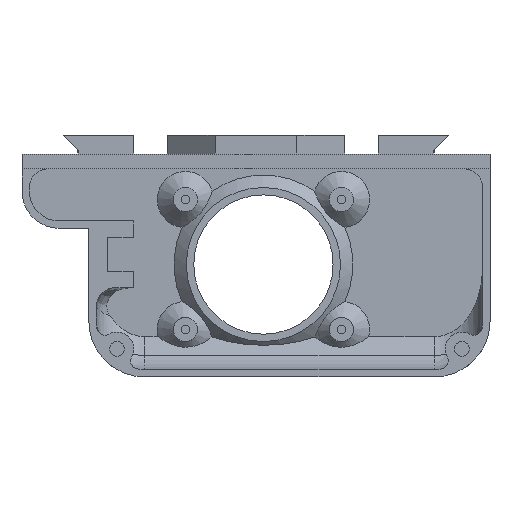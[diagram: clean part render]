
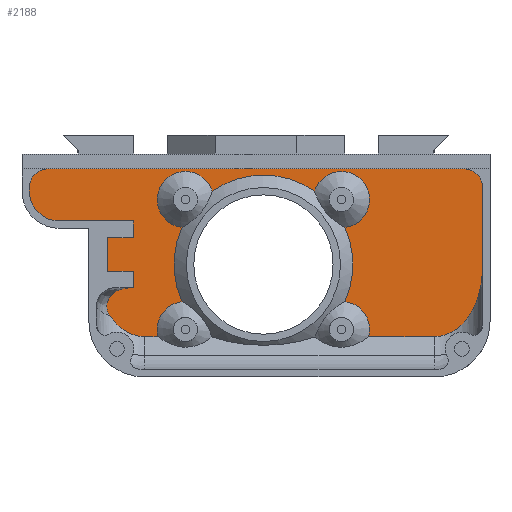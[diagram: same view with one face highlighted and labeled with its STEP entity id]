
A CAD part, front view. The second image highlights one B-rep face of the part: STEP entity #2188.
In plain terms, the highlighted planar face has unit normal (0, -1, 0).
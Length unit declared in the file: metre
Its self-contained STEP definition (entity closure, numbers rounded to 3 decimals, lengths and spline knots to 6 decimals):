
#34=ELLIPSE('',#2332,0.018385,0.013);
#35=ELLIPSE('',#2338,0.018385,0.013);
#57=B_SPLINE_CURVE_WITH_KNOTS('',3,(#3522,#3523,#3524,#3525,#3526,#3527,
#3528),.UNSPECIFIED.,.F.,.F.,(4,1,1,1,4),(0.,0.002969,0.005937,
0.008906,0.011875),.UNSPECIFIED.);
#179=LINE('',#3390,#339);
#200=LINE('',#3442,#360);
#203=LINE('',#3448,#363);
#204=LINE('',#3450,#364);
#216=LINE('',#3486,#376);
#218=LINE('',#3490,#378);
#220=LINE('',#3496,#380);
#224=LINE('',#3504,#384);
#227=LINE('',#3510,#387);
#228=LINE('',#3521,#388);
#229=LINE('',#3529,#389);
#230=LINE('',#3545,#390);
#339=VECTOR('',#2693,1.);
#360=VECTOR('',#2740,1.);
#363=VECTOR('',#2747,1.);
#364=VECTOR('',#2750,1.);
#376=VECTOR('',#2784,1.);
#378=VECTOR('',#2788,1.);
#380=VECTOR('',#2794,1.);
#384=VECTOR('',#2800,1.);
#387=VECTOR('',#2805,1.);
#388=VECTOR('',#2822,1.);
#389=VECTOR('',#2823,1.);
#390=VECTOR('',#2838,1.);
#676=ORIENTED_EDGE('',*,*,#1198,.F.);
#677=ORIENTED_EDGE('',*,*,#1232,.T.);
#678=ORIENTED_EDGE('',*,*,#1169,.F.);
#679=ORIENTED_EDGE('',*,*,#1233,.T.);
#680=ORIENTED_EDGE('',*,*,#1199,.T.);
#681=ORIENTED_EDGE('',*,*,#1192,.F.);
#682=ORIENTED_EDGE('',*,*,#1195,.T.);
#683=ORIENTED_EDGE('',*,*,#1218,.T.);
#684=ORIENTED_EDGE('',*,*,#1216,.T.);
#685=ORIENTED_EDGE('',*,*,#1234,.F.);
#686=ORIENTED_EDGE('',*,*,#1225,.F.);
#687=ORIENTED_EDGE('',*,*,#1228,.F.);
#688=ORIENTED_EDGE('',*,*,#1221,.T.);
#689=ORIENTED_EDGE('',*,*,#1235,.T.);
#690=ORIENTED_EDGE('',*,*,#1151,.F.);
#691=ORIENTED_EDGE('',*,*,#1236,.F.);
#692=ORIENTED_EDGE('',*,*,#1237,.T.);
#693=ORIENTED_EDGE('',*,*,#1238,.F.);
#694=ORIENTED_EDGE('',*,*,#1239,.T.);
#695=ORIENTED_EDGE('',*,*,#1240,.F.);
#696=ORIENTED_EDGE('',*,*,#1241,.T.);
#697=ORIENTED_EDGE('',*,*,#1242,.F.);
#698=ORIENTED_EDGE('',*,*,#1243,.T.);
#699=ORIENTED_EDGE('',*,*,#1244,.F.);
#700=ORIENTED_EDGE('',*,*,#1141,.F.);
#1141=EDGE_CURVE('',#1444,#1445,#34,.T.);
#1151=EDGE_CURVE('',#1452,#1453,#35,.T.);
#1169=EDGE_CURVE('',#1464,#1465,#179,.T.);
#1192=EDGE_CURVE('',#1479,#1480,#1636,.T.);
#1195=EDGE_CURVE('',#1479,#1481,#200,.T.);
#1198=EDGE_CURVE('',#1482,#1444,#203,.T.);
#1199=EDGE_CURVE('',#1483,#1480,#204,.T.);
#1216=EDGE_CURVE('',#1496,#1495,#216,.T.);
#1218=EDGE_CURVE('',#1481,#1496,#218,.T.);
#1221=EDGE_CURVE('',#1499,#1498,#220,.T.);
#1225=EDGE_CURVE('',#1501,#1502,#224,.T.);
#1228=EDGE_CURVE('',#1499,#1501,#227,.T.);
#1232=EDGE_CURVE('',#1482,#1465,#1645,.F.);
#1233=EDGE_CURVE('',#1464,#1483,#1646,.F.);
#1234=EDGE_CURVE('',#1502,#1495,#228,.T.);
#1235=EDGE_CURVE('',#1498,#1453,#57,.T.);
#1236=EDGE_CURVE('',#1506,#1452,#229,.T.);
#1237=EDGE_CURVE('',#1506,#1507,#1647,.T.);
#1238=EDGE_CURVE('',#1508,#1507,#1648,.F.);
#1239=EDGE_CURVE('',#1508,#1509,#1649,.T.);
#1240=EDGE_CURVE('',#1510,#1509,#1650,.F.);
#1241=EDGE_CURVE('',#1510,#1511,#1651,.T.);
#1242=EDGE_CURVE('',#1512,#1511,#1652,.F.);
#1243=EDGE_CURVE('',#1512,#1513,#1653,.T.);
#1244=EDGE_CURVE('',#1445,#1513,#230,.T.);
#1444=VERTEX_POINT('',#3318);
#1445=VERTEX_POINT('',#3320);
#1452=VERTEX_POINT('',#3346);
#1453=VERTEX_POINT('',#3347);
#1464=VERTEX_POINT('',#3391);
#1465=VERTEX_POINT('',#3392);
#1479=VERTEX_POINT('',#3435);
#1480=VERTEX_POINT('',#3437);
#1481=VERTEX_POINT('',#3441);
#1482=VERTEX_POINT('',#3447);
#1483=VERTEX_POINT('',#3451);
#1495=VERTEX_POINT('',#3485);
#1496=VERTEX_POINT('',#3487);
#1498=VERTEX_POINT('',#3495);
#1499=VERTEX_POINT('',#3497);
#1501=VERTEX_POINT('',#3503);
#1502=VERTEX_POINT('',#3505);
#1506=VERTEX_POINT('',#3530);
#1507=VERTEX_POINT('',#3532);
#1508=VERTEX_POINT('',#3534);
#1509=VERTEX_POINT('',#3536);
#1510=VERTEX_POINT('',#3538);
#1511=VERTEX_POINT('',#3540);
#1512=VERTEX_POINT('',#3542);
#1513=VERTEX_POINT('',#3544);
#1636=CIRCLE('',#2363,0.008);
#1645=CIRCLE('',#2390,0.005);
#1646=CIRCLE('',#2391,0.005);
#1647=CIRCLE('',#2392,0.007578);
#1648=CIRCLE('',#2393,0.024078);
#1649=CIRCLE('',#2394,0.007578);
#1650=CIRCLE('',#2395,0.024078);
#1651=CIRCLE('',#2396,0.007578);
#1652=CIRCLE('',#2397,0.024078);
#1653=CIRCLE('',#2398,0.007578);
#1754=EDGE_LOOP('',(#676,#677,#678,#679,#680,#681,#682,#683,#684,#685,#686,
#687,#688,#689,#690,#691,#692,#693,#694,#695,#696,#697,#698,#699,#700));
#1944=FACE_BOUND('',#1754,.T.);
#2104=PLANE('',#2389);
#2188=ADVANCED_FACE('',(#1944),#2104,.F.);
#2332=AXIS2_PLACEMENT_3D('',#3319,#2642,#2643);
#2338=AXIS2_PLACEMENT_3D('',#3345,#2659,#2660);
#2363=AXIS2_PLACEMENT_3D('',#3436,#2734,#2735);
#2389=AXIS2_PLACEMENT_3D('',#3518,#2816,#2817);
#2390=AXIS2_PLACEMENT_3D('',#3519,#2818,#2819);
#2391=AXIS2_PLACEMENT_3D('',#3520,#2820,#2821);
#2392=AXIS2_PLACEMENT_3D('',#3531,#2824,#2825);
#2393=AXIS2_PLACEMENT_3D('',#3533,#2826,#2827);
#2394=AXIS2_PLACEMENT_3D('',#3535,#2828,#2829);
#2395=AXIS2_PLACEMENT_3D('',#3537,#2830,#2831);
#2396=AXIS2_PLACEMENT_3D('',#3539,#2832,#2833);
#2397=AXIS2_PLACEMENT_3D('',#3541,#2834,#2835);
#2398=AXIS2_PLACEMENT_3D('',#3543,#2836,#2837);
#2642=DIRECTION('',(0.,1.,0.));
#2643=DIRECTION('',(0.,0.,1.));
#2659=DIRECTION('',(0.,1.,0.));
#2660=DIRECTION('',(0.,0.,-1.));
#2693=DIRECTION('',(1.,0.,0.));
#2734=DIRECTION('',(0.,1.,0.));
#2735=DIRECTION('',(0.,0.,1.));
#2740=DIRECTION('',(1.,0.,0.));
#2747=DIRECTION('',(0.,0.,-1.));
#2750=DIRECTION('',(0.,0.,-1.));
#2784=DIRECTION('',(-1.,0.,0.));
#2788=DIRECTION('',(0.,0.,-1.));
#2794=DIRECTION('',(-1.,0.,0.));
#2800=DIRECTION('',(-1.,0.,0.));
#2805=DIRECTION('',(0.,0.,1.));
#2816=DIRECTION('',(0.,1.,0.));
#2817=DIRECTION('',(-1.,0.,0.));
#2818=DIRECTION('',(0.,1.,0.));
#2819=DIRECTION('',(0.,0.,1.));
#2820=DIRECTION('',(0.,1.,0.));
#2821=DIRECTION('',(0.,0.,1.));
#2822=DIRECTION('',(0.,0.,1.));
#2823=DIRECTION('',(-1.,0.,0.));
#2824=DIRECTION('',(0.,1.,0.));
#2825=DIRECTION('',(0.,0.,1.));
#2826=DIRECTION('',(0.,1.,0.));
#2827=DIRECTION('',(0.,0.,1.));
#2828=DIRECTION('',(0.,1.,0.));
#2829=DIRECTION('',(0.,0.,1.));
#2830=DIRECTION('',(0.,1.,0.));
#2831=DIRECTION('',(0.,0.,1.));
#2832=DIRECTION('',(0.,1.,0.));
#2833=DIRECTION('',(0.,0.,1.));
#2834=DIRECTION('',(0.,1.,0.));
#2835=DIRECTION('',(0.,0.,1.));
#2836=DIRECTION('',(0.,1.,0.));
#2837=DIRECTION('',(0.,0.,1.));
#2838=DIRECTION('',(-1.,0.,0.));
#3318=CARTESIAN_POINT('',(0.04849,0.015,-0.158286));
#3319=CARTESIAN_POINT('',(0.03549,0.015,-0.158286));
#3320=CARTESIAN_POINT('',(0.03549,0.015,-0.176671));
#3345=CARTESIAN_POINT('',(-0.04251,0.015,-0.158286));
#3346=CARTESIAN_POINT('',(-0.04251,0.015,-0.176671));
#3347=CARTESIAN_POINT('',(-0.051947,0.015,-0.170931));
#3390=CARTESIAN_POINT('',(-0.01251,0.015,-0.1315));
#3391=CARTESIAN_POINT('',(-0.06851,0.015,-0.1315));
#3392=CARTESIAN_POINT('',(0.04349,0.015,-0.1315));
#3435=CARTESIAN_POINT('',(-0.06551,0.015,-0.1455));
#3436=CARTESIAN_POINT('',(-0.06551,0.015,-0.1375));
#3437=CARTESIAN_POINT('',(-0.07351,0.015,-0.1375));
#3441=CARTESIAN_POINT('',(-0.04551,0.015,-0.1455));
#3442=CARTESIAN_POINT('',(-0.01251,0.015,-0.1455));
#3447=CARTESIAN_POINT('',(0.04849,0.015,-0.1365));
#3448=CARTESIAN_POINT('',(0.04849,0.015,0.03558));
#3450=CARTESIAN_POINT('',(-0.07351,0.015,0.03558));
#3451=CARTESIAN_POINT('',(-0.07351,0.015,-0.1365));
#3485=CARTESIAN_POINT('',(-0.05251,0.015,-0.15));
#3486=CARTESIAN_POINT('',(-0.04551,0.015,-0.15));
#3487=CARTESIAN_POINT('',(-0.04551,0.015,-0.15));
#3490=CARTESIAN_POINT('',(-0.04551,0.015,-0.14775));
#3495=CARTESIAN_POINT('',(-0.045952,0.015,-0.1635));
#3496=CARTESIAN_POINT('',(-0.04551,0.015,-0.1635));
#3497=CARTESIAN_POINT('',(-0.04551,0.015,-0.1635));
#3503=CARTESIAN_POINT('',(-0.04551,0.015,-0.159));
#3504=CARTESIAN_POINT('',(-0.04551,0.015,-0.159));
#3505=CARTESIAN_POINT('',(-0.05251,0.015,-0.159));
#3510=CARTESIAN_POINT('',(-0.04551,0.015,-0.16125));
#3518=CARTESIAN_POINT('',(-0.01251,0.015,0.03558));
#3519=CARTESIAN_POINT('',(0.04349,0.015,-0.1365));
#3520=CARTESIAN_POINT('',(-0.06851,0.015,-0.1365));
#3521=CARTESIAN_POINT('',(-0.05251,0.015,-0.1545));
#3522=CARTESIAN_POINT('',(-0.045952,0.015,-0.1635));
#3523=CARTESIAN_POINT('',(-0.046951,0.015,-0.1635));
#3524=CARTESIAN_POINT('',(-0.04894,0.015,-0.163694));
#3525=CARTESIAN_POINT('',(-0.051646,0.015,-0.1652));
#3526=CARTESIAN_POINT('',(-0.053047,0.015,-0.16804));
#3527=CARTESIAN_POINT('',(-0.052509,0.015,-0.170092));
#3528=CARTESIAN_POINT('',(-0.051947,0.015,-0.170931));
#3529=CARTESIAN_POINT('',(-0.01251,0.015,-0.176671));
#3530=CARTESIAN_POINT('',(-0.03884,0.015,-0.176671));
#3531=CARTESIAN_POINT('',(-0.03151,0.015,-0.17475));
#3532=CARTESIAN_POINT('',(-0.032424,0.015,-0.167227));
#3533=CARTESIAN_POINT('',(-0.01051,0.015,-0.15725));
#3534=CARTESIAN_POINT('',(-0.032424,0.015,-0.147272));
#3535=CARTESIAN_POINT('',(-0.03151,0.015,-0.13975));
#3536=CARTESIAN_POINT('',(-0.024275,0.015,-0.137494));
#3537=CARTESIAN_POINT('',(-0.01051,0.015,-0.15725));
#3538=CARTESIAN_POINT('',(0.003255,0.015,-0.137494));
#3539=CARTESIAN_POINT('',(0.01049,0.015,-0.13975));
#3540=CARTESIAN_POINT('',(0.011404,0.015,-0.147272));
#3541=CARTESIAN_POINT('',(-0.01051,0.015,-0.15725));
#3542=CARTESIAN_POINT('',(0.011404,0.015,-0.167227));
#3543=CARTESIAN_POINT('',(0.01049,0.015,-0.17475));
#3544=CARTESIAN_POINT('',(0.01782,0.015,-0.176671));
#3545=CARTESIAN_POINT('',(-0.01251,0.015,-0.176671));
